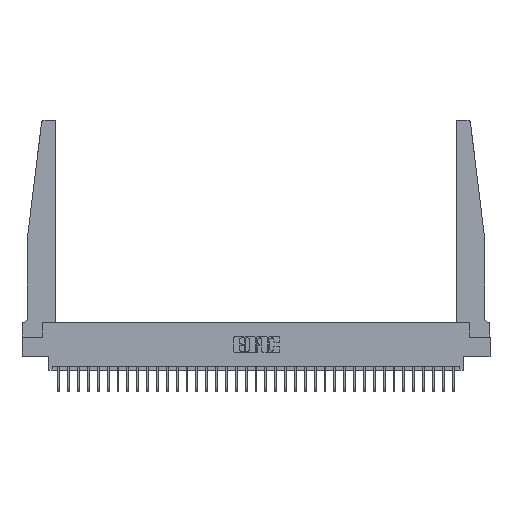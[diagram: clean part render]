
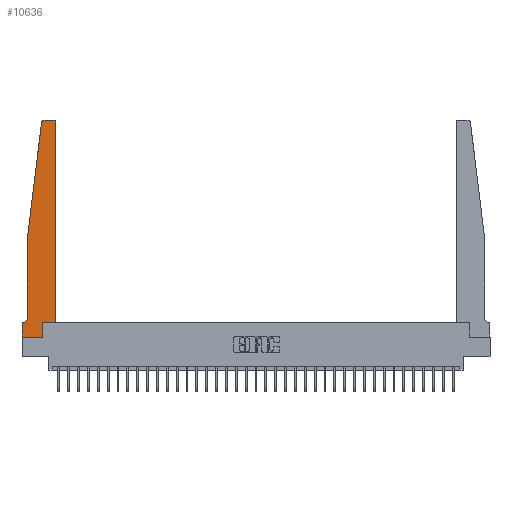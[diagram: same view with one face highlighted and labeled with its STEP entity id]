
A CAD part, top view. The second image highlights one B-rep face of the part: STEP entity #10636.
In plain terms, the highlighted planar face has unit normal (0, 0, 1).
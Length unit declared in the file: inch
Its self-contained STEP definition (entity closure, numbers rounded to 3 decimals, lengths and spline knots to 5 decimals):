
#211 = DIRECTION ( 'NONE',  ( -0.122, -0.992, 0. ) ) ;
#223 = DIRECTION ( 'NONE',  ( 0., 1., 0. ) ) ;
#414 = EDGE_CURVE ( 'NONE', #15420, #11710, #21998, .T. ) ;
#643 = AXIS2_PLACEMENT_3D ( 'NONE', #23785, #17049, #14078 ) ;
#1047 = LINE ( 'NONE', #22984, #30093 ) ;
#1219 = VECTOR ( 'NONE', #24187, 39.37008 ) ;
#1314 = VECTOR ( 'NONE', #223, 39.37008 ) ;
#1365 = CARTESIAN_POINT ( 'NONE',  ( 0.425, 0.18, 0.37 ) ) ;
#1543 = VECTOR ( 'NONE', #27811, 39.37008 ) ;
#1852 = AXIS2_PLACEMENT_3D ( 'NONE', #8735, #16252, #4005 ) ;
#1914 = CARTESIAN_POINT ( 'NONE',  ( 0.27653, 2.72, 0.37 ) ) ;
#2832 = CARTESIAN_POINT ( 'NONE',  ( 0.395, 2.75, 0.37 ) ) ;
#2948 = DIRECTION ( 'NONE',  ( 1., 0., 0. ) ) ;
#3102 = PLANE ( 'NONE',  #24808 ) ;
#3382 = EDGE_CURVE ( 'NONE', #26796, #20404, #30960, .T. ) ;
#3565 = EDGE_CURVE ( 'NONE', #8900, #15420, #25793, .T. ) ;
#3610 = CARTESIAN_POINT ( 'NONE',  ( 0., 0.1875, 0.37 ) ) ;
#4005 = DIRECTION ( 'NONE',  ( -1., 0., 0. ) ) ;
#4285 = EDGE_CURVE ( 'NONE', #26172, #23850, #17951, .T. ) ;
#4372 = LINE ( 'NONE', #11601, #30669 ) ;
#4605 = LINE ( 'NONE', #28448, #29740 ) ;
#4836 = CIRCLE ( 'NONE', #1852, 0.05 ) ;
#4922 = EDGE_LOOP ( 'NONE', ( #23052, #24628, #7210, #13599, #11877, #20259, #17328, #26485, #21932, #16390, #5796, #6236 ) ) ;
#5456 = DIRECTION ( 'NONE',  ( 0., 0., 1. ) ) ;
#5796 = ORIENTED_EDGE ( 'NONE', *, *, #4285, .T. ) ;
#5856 = VERTEX_POINT ( 'NONE', #24352 ) ;
#6027 = CARTESIAN_POINT ( 'NONE',  ( 0.425, 0.18, 0.37 ) ) ;
#6236 = ORIENTED_EDGE ( 'NONE', *, *, #27636, .T. ) ;
#7097 = CARTESIAN_POINT ( 'NONE',  ( 0.425, 2.72, 0.37 ) ) ;
#7210 = ORIENTED_EDGE ( 'NONE', *, *, #414, .T. ) ;
#7506 = FACE_OUTER_BOUND ( 'NONE', #4922, .T. ) ;
#7577 = LINE ( 'NONE', #14939, #1219 ) ;
#7848 = CARTESIAN_POINT ( 'NONE',  ( 0.065, 0.2375, 0.37 ) ) ;
#8735 = CARTESIAN_POINT ( 'NONE',  ( 0.015, 0.2375, 0.37 ) ) ;
#8900 = VERTEX_POINT ( 'NONE', #21803 ) ;
#8999 = VERTEX_POINT ( 'NONE', #7848 ) ;
#9805 = DIRECTION ( 'NONE',  ( -1., 0., 0. ) ) ;
#9882 = CARTESIAN_POINT ( 'NONE',  ( 0.065, 0.1875, 0.37 ) ) ;
#9957 = LINE ( 'NONE', #14355, #14088 ) ;
#10614 = DIRECTION ( 'NONE',  ( 0., -1., 0. ) ) ;
#10636 = ADVANCED_FACE ( 'NONE', ( #7506 ), #3102, .T. ) ;
#11601 = CARTESIAN_POINT ( 'NONE',  ( 0.065, 1.25, 0.37 ) ) ;
#11710 = VERTEX_POINT ( 'NONE', #13015 ) ;
#11877 = ORIENTED_EDGE ( 'NONE', *, *, #12372, .T. ) ;
#12081 = DIRECTION ( 'NONE',  ( -1., 0., 0. ) ) ;
#12372 = EDGE_CURVE ( 'NONE', #8999, #13691, #4836, .T. ) ;
#13015 = CARTESIAN_POINT ( 'NONE',  ( 0.065, 1.25, 0.37 ) ) ;
#13599 = ORIENTED_EDGE ( 'NONE', *, *, #20773, .T. ) ;
#13691 = VERTEX_POINT ( 'NONE', #28474 ) ;
#13951 = DIRECTION ( 'NONE',  ( 0., -1., 0. ) ) ;
#14078 = DIRECTION ( 'NONE',  ( 1., 0., 0. ) ) ;
#14088 = VECTOR ( 'NONE', #9805, 39.37008 ) ;
#14277 = AXIS2_PLACEMENT_3D ( 'NONE', #1914, #25897, #27635 ) ;
#14342 = CARTESIAN_POINT ( 'NONE',  ( 0.2605, 0.18, 0.37 ) ) ;
#14355 = CARTESIAN_POINT ( 'NONE',  ( 0.25, 2.75, 0.37 ) ) ;
#14878 = CARTESIAN_POINT ( 'NONE',  ( 0., 0.1875, 0.37 ) ) ;
#14939 = CARTESIAN_POINT ( 'NONE',  ( 0., 0., 0.37 ) ) ;
#15420 = VERTEX_POINT ( 'NONE', #17312 ) ;
#15658 = CIRCLE ( 'NONE', #643, 0.03 ) ;
#16061 = CARTESIAN_POINT ( 'NONE',  ( 0.2605, 0., 0.37 ) ) ;
#16252 = DIRECTION ( 'NONE',  ( 0., 0., -1. ) ) ;
#16390 = ORIENTED_EDGE ( 'NONE', *, *, #21648, .T. ) ;
#17049 = DIRECTION ( 'NONE',  ( 0., 0., 1. ) ) ;
#17312 = CARTESIAN_POINT ( 'NONE',  ( 0.24675, 2.72367, 0.37 ) ) ;
#17328 = ORIENTED_EDGE ( 'NONE', *, *, #18735, .T. ) ;
#17951 = LINE ( 'NONE', #6027, #1543 ) ;
#18234 = EDGE_CURVE ( 'NONE', #13691, #23548, #26493, .T. ) ;
#18735 = EDGE_CURVE ( 'NONE', #23548, #5856, #1047, .T. ) ;
#18935 = EDGE_CURVE ( 'NONE', #24295, #8900, #9957, .T. ) ;
#19328 = CARTESIAN_POINT ( 'NONE',  ( 0.2605, 0.18, 0.37 ) ) ;
#20259 = ORIENTED_EDGE ( 'NONE', *, *, #18234, .T. ) ;
#20404 = VERTEX_POINT ( 'NONE', #19328 ) ;
#20773 = EDGE_CURVE ( 'NONE', #11710, #8999, #4372, .T. ) ;
#21044 = VECTOR ( 'NONE', #12081, 39.37008 ) ;
#21648 = EDGE_CURVE ( 'NONE', #20404, #26172, #4605, .T. ) ;
#21711 = DIRECTION ( 'NONE',  ( 1., 0., 0. ) ) ;
#21803 = CARTESIAN_POINT ( 'NONE',  ( 0.27653, 2.75, 0.37 ) ) ;
#21932 = ORIENTED_EDGE ( 'NONE', *, *, #3382, .T. ) ;
#21998 = LINE ( 'NONE', #22307, #25840 ) ;
#22307 = CARTESIAN_POINT ( 'NONE',  ( 0.065, 1.25, 0.37 ) ) ;
#22984 = CARTESIAN_POINT ( 'NONE',  ( 0., 0., 0.37 ) ) ;
#23052 = ORIENTED_EDGE ( 'NONE', *, *, #18935, .T. ) ;
#23548 = VERTEX_POINT ( 'NONE', #3610 ) ;
#23785 = CARTESIAN_POINT ( 'NONE',  ( 0.395, 2.72, 0.37 ) ) ;
#23850 = VERTEX_POINT ( 'NONE', #7097 ) ;
#24187 = DIRECTION ( 'NONE',  ( 1., 0., 0. ) ) ;
#24295 = VERTEX_POINT ( 'NONE', #2832 ) ;
#24352 = CARTESIAN_POINT ( 'NONE',  ( 0., 0., 0.37 ) ) ;
#24628 = ORIENTED_EDGE ( 'NONE', *, *, #3565, .T. ) ;
#24808 = AXIS2_PLACEMENT_3D ( 'NONE', #14878, #5456, #2948 ) ;
#25793 = CIRCLE ( 'NONE', #14277, 0.03 ) ;
#25840 = VECTOR ( 'NONE', #211, 39.37008 ) ;
#25897 = DIRECTION ( 'NONE',  ( 0., 0., 1. ) ) ;
#26172 = VERTEX_POINT ( 'NONE', #1365 ) ;
#26485 = ORIENTED_EDGE ( 'NONE', *, *, #29832, .T. ) ;
#26493 = LINE ( 'NONE', #9882, #21044 ) ;
#26796 = VERTEX_POINT ( 'NONE', #16061 ) ;
#27635 = DIRECTION ( 'NONE',  ( 1., 0., 0. ) ) ;
#27636 = EDGE_CURVE ( 'NONE', #23850, #24295, #15658, .T. ) ;
#27811 = DIRECTION ( 'NONE',  ( 0., 1., 0. ) ) ;
#28448 = CARTESIAN_POINT ( 'NONE',  ( 0.425, 0.18, 0.37 ) ) ;
#28474 = CARTESIAN_POINT ( 'NONE',  ( 0.015, 0.1875, 0.37 ) ) ;
#29740 = VECTOR ( 'NONE', #21711, 39.37008 ) ;
#29832 = EDGE_CURVE ( 'NONE', #5856, #26796, #7577, .T. ) ;
#30093 = VECTOR ( 'NONE', #10614, 39.37008 ) ;
#30669 = VECTOR ( 'NONE', #13951, 39.37008 ) ;
#30960 = LINE ( 'NONE', #14342, #1314 ) ;
